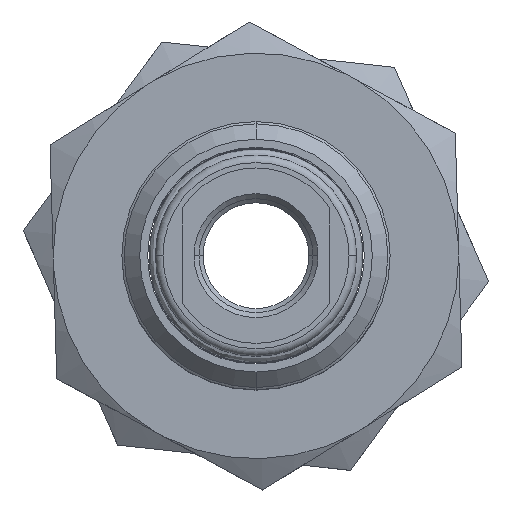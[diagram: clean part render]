
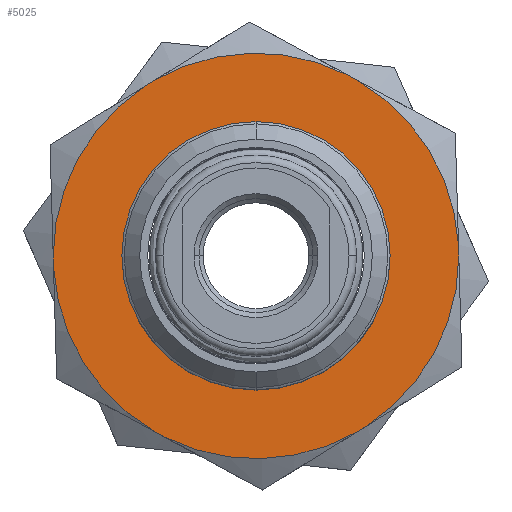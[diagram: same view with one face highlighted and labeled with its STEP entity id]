
A CAD part, top view. The second image highlights one B-rep face of the part: STEP entity #5025.
In plain terms, the highlighted face is planar.
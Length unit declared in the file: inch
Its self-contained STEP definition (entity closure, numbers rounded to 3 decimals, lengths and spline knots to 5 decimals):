
#121 = VERTEX_POINT ( 'NONE', #5816 ) ;
#193 = ORIENTED_EDGE ( 'NONE', *, *, #10476, .F. ) ;
#220 = DIRECTION ( 'NONE',  ( 0., 0., 1. ) ) ;
#490 = CIRCLE ( 'NONE', #5758, 0.53172 ) ;
#656 = CARTESIAN_POINT ( 'NONE',  ( 0.30686, -0.1575, -0.5315 ) ) ;
#733 = ORIENTED_EDGE ( 'NONE', *, *, #4839, .F. ) ;
#740 = DIRECTION ( 'NONE',  ( 0., 0., 1. ) ) ;
#763 = ORIENTED_EDGE ( 'NONE', *, *, #9825, .T. ) ;
#795 = ORIENTED_EDGE ( 'NONE', *, *, #9393, .F. ) ;
#844 = ORIENTED_EDGE ( 'NONE', *, *, #7876, .F. ) ;
#883 = FACE_OUTER_BOUND ( 'NONE', #6668, .T. ) ;
#1025 = CARTESIAN_POINT ( 'NONE',  ( -0.61372, -0.1575, 0. ) ) ;
#1308 = LINE ( 'NONE', #6566, #5836 ) ;
#1487 = CARTESIAN_POINT ( 'NONE',  ( 0., -0.1575, -0.31495 ) ) ;
#1629 = CARTESIAN_POINT ( 'NONE',  ( 0., -0.1575, 0. ) ) ;
#1682 = VECTOR ( 'NONE', #6594, 39.37008 ) ;
#1779 = DIRECTION ( 'NONE',  ( 0., 1., 0. ) ) ;
#1824 = ORIENTED_EDGE ( 'NONE', *, *, #6285, .F. ) ;
#1904 = AXIS2_PLACEMENT_3D ( 'NONE', #1629, #7561, #2472 ) ;
#1908 = CARTESIAN_POINT ( 'NONE',  ( -0.01541, -0.1575, 0.5315 ) ) ;
#2077 = VERTEX_POINT ( 'NONE', #5299 ) ;
#2373 = AXIS2_PLACEMENT_3D ( 'NONE', #7897, #2826, #8724 ) ;
#2472 = DIRECTION ( 'NONE',  ( 0., 0., 1. ) ) ;
#2525 = CARTESIAN_POINT ( 'NONE',  ( 0.468, -0.1575, -0.2524 ) ) ;
#2580 = VECTOR ( 'NONE', #7441, 39.37008 ) ;
#2636 = VECTOR ( 'NONE', #7815, 39.37008 ) ;
#2826 = DIRECTION ( 'NONE',  ( 0., 1., 0. ) ) ;
#2888 = FACE_BOUND ( 'NONE', #6591, .T. ) ;
#2892 = VERTEX_POINT ( 'NONE', #1487 ) ;
#3019 = VECTOR ( 'NONE', #9430, 39.37008 ) ;
#3021 = PLANE ( 'NONE',  #4979 ) ;
#3227 = CARTESIAN_POINT ( 'NONE',  ( 0.45259, -0.1575, -0.2791 ) ) ;
#3556 = CARTESIAN_POINT ( 'NONE',  ( -0.30686, -0.1575, 0.5315 ) ) ;
#3617 = VERTEX_POINT ( 'NONE', #5013 ) ;
#3629 = AXIS2_PLACEMENT_3D ( 'NONE', #10838, #5845, #740 ) ;
#3699 = CARTESIAN_POINT ( 'NONE',  ( 0.30686, -0.1575, 0.5315 ) ) ;
#3897 = CARTESIAN_POINT ( 'NONE',  ( -0.61372, -0.1575, 0. ) ) ;
#3898 = VERTEX_POINT ( 'NONE', #1908 ) ;
#4001 = LINE ( 'NONE', #3699, #5976 ) ;
#4345 = VERTEX_POINT ( 'NONE', #10606 ) ;
#4348 = ORIENTED_EDGE ( 'NONE', *, *, #9403, .F. ) ;
#4419 = CARTESIAN_POINT ( 'NONE',  ( 0., -0.1575, 0. ) ) ;
#4555 = DIRECTION ( 'NONE',  ( 0.5, 0., -0.866 ) ) ;
#4604 = DIRECTION ( 'NONE',  ( 0., 1., 0. ) ) ;
#4734 = DIRECTION ( 'NONE',  ( 0., 0., 1. ) ) ;
#4839 = EDGE_CURVE ( 'NONE', #2077, #6210, #490, .T. ) ;
#4871 = CARTESIAN_POINT ( 'NONE',  ( 0., -0.1575, 0. ) ) ;
#4979 = AXIS2_PLACEMENT_3D ( 'NONE', #3897, #9755, #4734 ) ;
#5013 = CARTESIAN_POINT ( 'NONE',  ( 0., -0.1575, 0.31495 ) ) ;
#5025 = ADVANCED_FACE ( 'NONE', ( #2888, #883 ), #3021, .F. ) ;
#5263 = DIRECTION ( 'NONE',  ( 0., 0., 1. ) ) ;
#5278 = CARTESIAN_POINT ( 'NONE',  ( 0.01541, -0.1575, -0.5315 ) ) ;
#5291 = EDGE_CURVE ( 'NONE', #121, #4345, #9392, .T. ) ;
#5299 = CARTESIAN_POINT ( 'NONE',  ( 0.468, -0.1575, 0.2524 ) ) ;
#5333 = DIRECTION ( 'NONE',  ( 0., 1., 0. ) ) ;
#5547 = LINE ( 'NONE', #3556, #3019 ) ;
#5630 = ORIENTED_EDGE ( 'NONE', *, *, #6934, .T. ) ;
#5694 = DIRECTION ( 'NONE',  ( -0.5, 0., -0.866 ) ) ;
#5732 = DIRECTION ( 'NONE',  ( 0., 0., 1. ) ) ;
#5758 = AXIS2_PLACEMENT_3D ( 'NONE', #10347, #5333, #220 ) ;
#5812 = CARTESIAN_POINT ( 'NONE',  ( -0.45259, -0.1575, 0.2791 ) ) ;
#5816 = CARTESIAN_POINT ( 'NONE',  ( -0.01541, -0.1575, -0.5315 ) ) ;
#5826 = EDGE_CURVE ( 'NONE', #9138, #6789, #9925, .T. ) ;
#5836 = VECTOR ( 'NONE', #5694, 39.37008 ) ;
#5840 = CIRCLE ( 'NONE', #3629, 0.53172 ) ;
#5845 = DIRECTION ( 'NONE',  ( 0., 1., 0. ) ) ;
#5976 = VECTOR ( 'NONE', #4555, 39.37008 ) ;
#6087 = AXIS2_PLACEMENT_3D ( 'NONE', #9620, #4604, #10462 ) ;
#6093 = VERTEX_POINT ( 'NONE', #5812 ) ;
#6178 = VERTEX_POINT ( 'NONE', #10882 ) ;
#6210 = VERTEX_POINT ( 'NONE', #2525 ) ;
#6285 = EDGE_CURVE ( 'NONE', #6178, #8240, #9244, .T. ) ;
#6566 = CARTESIAN_POINT ( 'NONE',  ( 0.61372, -0.1575, 0. ) ) ;
#6591 = EDGE_LOOP ( 'NONE', ( #763, #5630 ) ) ;
#6594 = DIRECTION ( 'NONE',  ( -1., 0., 0. ) ) ;
#6631 = CARTESIAN_POINT ( 'NONE',  ( -0.30686, -0.1575, -0.5315 ) ) ;
#6668 = EDGE_LOOP ( 'NONE', ( #795, #4348, #844, #10324, #1824, #193, #8751, #9965, #7257, #9672, #733, #6734 ) ) ;
#6701 = VERTEX_POINT ( 'NONE', #7417 ) ;
#6734 = ORIENTED_EDGE ( 'NONE', *, *, #6946, .F. ) ;
#6789 = VERTEX_POINT ( 'NONE', #5278 ) ;
#6867 = CARTESIAN_POINT ( 'NONE',  ( 0., -0.1575, 0. ) ) ;
#6934 = EDGE_CURVE ( 'NONE', #2892, #3617, #8195, .T. ) ;
#6946 = EDGE_CURVE ( 'NONE', #6701, #2077, #4001, .T. ) ;
#7257 = ORIENTED_EDGE ( 'NONE', *, *, #5826, .F. ) ;
#7295 = EDGE_CURVE ( 'NONE', #6210, #9138, #1308, .T. ) ;
#7338 = CARTESIAN_POINT ( 'NONE',  ( 0.01541, -0.1575, 0.5315 ) ) ;
#7375 = CIRCLE ( 'NONE', #9335, 0.31495 ) ;
#7417 = CARTESIAN_POINT ( 'NONE',  ( 0.45259, -0.1575, 0.2791 ) ) ;
#7441 = DIRECTION ( 'NONE',  ( -0.5, 0., 0.866 ) ) ;
#7561 = DIRECTION ( 'NONE',  ( 0., 1., 0. ) ) ;
#7641 = EDGE_CURVE ( 'NONE', #8240, #6093, #9634, .T. ) ;
#7718 = DIRECTION ( 'NONE',  ( 0., 0., 1. ) ) ;
#7815 = DIRECTION ( 'NONE',  ( 0.5, 0., 0.866 ) ) ;
#7876 = EDGE_CURVE ( 'NONE', #6093, #3898, #5840, .T. ) ;
#7897 = CARTESIAN_POINT ( 'NONE',  ( 0., -0.1575, 0. ) ) ;
#8195 = CIRCLE ( 'NONE', #2373, 0.31495 ) ;
#8240 = VERTEX_POINT ( 'NONE', #9636 ) ;
#8421 = LINE ( 'NONE', #656, #1682 ) ;
#8524 = LINE ( 'NONE', #6631, #2580 ) ;
#8724 = DIRECTION ( 'NONE',  ( 0., 0., 1. ) ) ;
#8751 = ORIENTED_EDGE ( 'NONE', *, *, #5291, .F. ) ;
#9051 = VERTEX_POINT ( 'NONE', #7338 ) ;
#9116 = EDGE_CURVE ( 'NONE', #6789, #121, #8421, .T. ) ;
#9138 = VERTEX_POINT ( 'NONE', #3227 ) ;
#9244 = CIRCLE ( 'NONE', #10906, 0.53172 ) ;
#9317 = AXIS2_PLACEMENT_3D ( 'NONE', #4419, #10280, #5263 ) ;
#9335 = AXIS2_PLACEMENT_3D ( 'NONE', #4871, #10732, #5732 ) ;
#9392 = CIRCLE ( 'NONE', #1904, 0.53172 ) ;
#9393 = EDGE_CURVE ( 'NONE', #9051, #6701, #9733, .T. ) ;
#9403 = EDGE_CURVE ( 'NONE', #3898, #9051, #5547, .T. ) ;
#9430 = DIRECTION ( 'NONE',  ( 1., 0., 0. ) ) ;
#9620 = CARTESIAN_POINT ( 'NONE',  ( 0., -0.1575, 0. ) ) ;
#9634 = LINE ( 'NONE', #1025, #2636 ) ;
#9636 = CARTESIAN_POINT ( 'NONE',  ( -0.468, -0.1575, 0.2524 ) ) ;
#9672 = ORIENTED_EDGE ( 'NONE', *, *, #7295, .F. ) ;
#9733 = CIRCLE ( 'NONE', #9317, 0.53172 ) ;
#9755 = DIRECTION ( 'NONE',  ( 0., 1., 0. ) ) ;
#9825 = EDGE_CURVE ( 'NONE', #3617, #2892, #7375, .T. ) ;
#9925 = CIRCLE ( 'NONE', #6087, 0.53172 ) ;
#9965 = ORIENTED_EDGE ( 'NONE', *, *, #9116, .F. ) ;
#10280 = DIRECTION ( 'NONE',  ( 0., 1., 0. ) ) ;
#10324 = ORIENTED_EDGE ( 'NONE', *, *, #7641, .F. ) ;
#10347 = CARTESIAN_POINT ( 'NONE',  ( 0., -0.1575, 0. ) ) ;
#10462 = DIRECTION ( 'NONE',  ( 0., 0., 1. ) ) ;
#10476 = EDGE_CURVE ( 'NONE', #4345, #6178, #8524, .T. ) ;
#10606 = CARTESIAN_POINT ( 'NONE',  ( -0.45259, -0.1575, -0.2791 ) ) ;
#10732 = DIRECTION ( 'NONE',  ( 0., 1., 0. ) ) ;
#10838 = CARTESIAN_POINT ( 'NONE',  ( 0., -0.1575, 0. ) ) ;
#10882 = CARTESIAN_POINT ( 'NONE',  ( -0.468, -0.1575, -0.2524 ) ) ;
#10906 = AXIS2_PLACEMENT_3D ( 'NONE', #6867, #1779, #7718 ) ;
